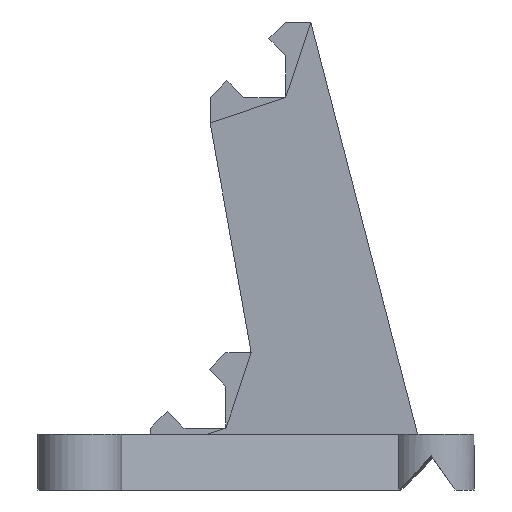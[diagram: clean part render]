
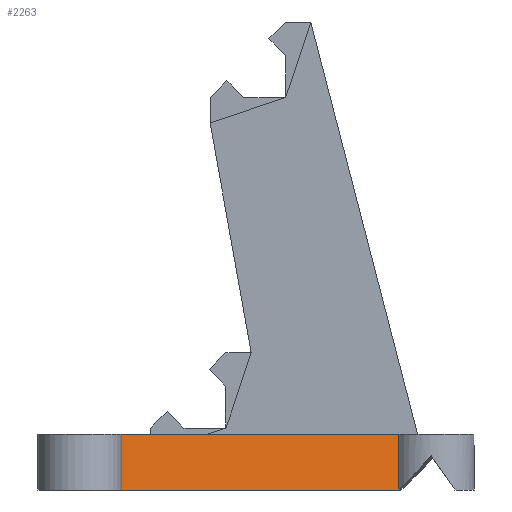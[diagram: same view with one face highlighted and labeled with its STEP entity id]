
A CAD part, front view. The second image highlights one B-rep face of the part: STEP entity #2263.
In plain terms, the highlighted planar face has unit normal (0.497, -0.868, 0).
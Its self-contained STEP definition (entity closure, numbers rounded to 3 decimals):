
#73 = PLANE('',#74);
#74 = AXIS2_PLACEMENT_3D('',#75,#76,#77);
#75 = CARTESIAN_POINT('',(36.67,0.,
    -70.601));
#76 = DIRECTION('',(0.,0.,-1.));
#77 = DIRECTION('',(1.,0.,0.));
#128 = PLANE('',#129);
#129 = AXIS2_PLACEMENT_3D('',#130,#131,#132);
#130 = CARTESIAN_POINT('',(36.67,0.,
    -80.601));
#131 = DIRECTION('',(0.,0.,-1.));
#132 = DIRECTION('',(1.,0.,0.));
#494 = CYLINDRICAL_SURFACE('',#495,7.5);
#495 = AXIS2_PLACEMENT_3D('',#496,#497,#498);
#496 = CARTESIAN_POINT('',(36.67,0.,-75.601));
#497 = DIRECTION('',(0.,-0.,1.));
#498 = DIRECTION('',(0.,1.,0.));
#806 = VERTEX_POINT('',#807);
#807 = CARTESIAN_POINT('',(30.719,-4.564,
    -80.601));
#833 = EDGE_CURVE('',#806,#834,#836,.T.);
#834 = VERTEX_POINT('',#835);
#835 = CARTESIAN_POINT('',(-19.339,-33.261,
    -80.601));
#836 = SURFACE_CURVE('',#837,(#841,#848),.PCURVE_S1.);
#837 = LINE('',#838,#839);
#838 = CARTESIAN_POINT('',(37.167,-0.868,
    -80.601));
#839 = VECTOR('',#840,1.);
#840 = DIRECTION('',(-0.868,-0.497,0.
    ));
#841 = PCURVE('',#128,#842);
#842 = DEFINITIONAL_REPRESENTATION('',(#843),#847);
#843 = LINE('',#844,#845);
#844 = CARTESIAN_POINT('',(0.497,0.868));
#845 = VECTOR('',#846,1.);
#846 = DIRECTION('',(-0.868,0.497));
#847 = ( GEOMETRIC_REPRESENTATION_CONTEXT(2) 
PARAMETRIC_REPRESENTATION_CONTEXT() REPRESENTATION_CONTEXT('2D SPACE',''
  ) );
#848 = PCURVE('',#849,#854);
#849 = PLANE('',#850);
#850 = AXIS2_PLACEMENT_3D('',#851,#852,#853);
#851 = CARTESIAN_POINT('',(5.69,-18.913,
    -75.601));
#852 = DIRECTION('',(0.497,-0.868,0.)
  );
#853 = DIRECTION('',(-0.868,-0.497,0.
    ));
#854 = DEFINITIONAL_REPRESENTATION('',(#855),#859);
#855 = LINE('',#856,#857);
#856 = CARTESIAN_POINT('',(-36.283,5.));
#857 = VECTOR('',#858,1.);
#858 = DIRECTION('',(1.,0.));
#859 = ( GEOMETRIC_REPRESENTATION_CONTEXT(2) 
PARAMETRIC_REPRESENTATION_CONTEXT() REPRESENTATION_CONTEXT('2D SPACE',''
  ) );
#876 = CYLINDRICAL_SURFACE('',#877,7.5);
#877 = AXIS2_PLACEMENT_3D('',#878,#879,#880);
#878 = CARTESIAN_POINT('',(-26.285,-36.09,
    -75.601));
#879 = DIRECTION('',(0.,0.,-1.));
#880 = DIRECTION('',(0.,1.,0.));
#1857 = VERTEX_POINT('',#1858);
#1858 = CARTESIAN_POINT('',(30.719,-4.564,
    -70.601));
#1880 = EDGE_CURVE('',#1881,#1857,#1883,.T.);
#1881 = VERTEX_POINT('',#1882);
#1882 = CARTESIAN_POINT('',(-19.339,-33.261,
    -70.601));
#1883 = SURFACE_CURVE('',#1884,(#1888,#1895),.PCURVE_S1.);
#1884 = LINE('',#1885,#1886);
#1885 = CARTESIAN_POINT('',(-25.787,-36.958,
    -70.601));
#1886 = VECTOR('',#1887,1.);
#1887 = DIRECTION('',(0.868,0.497,0.)
  );
#1888 = PCURVE('',#73,#1889);
#1889 = DEFINITIONAL_REPRESENTATION('',(#1890),#1894);
#1890 = LINE('',#1891,#1892);
#1891 = CARTESIAN_POINT('',(-62.457,36.958));
#1892 = VECTOR('',#1893,1.);
#1893 = DIRECTION('',(0.868,-0.497));
#1894 = ( GEOMETRIC_REPRESENTATION_CONTEXT(2) 
PARAMETRIC_REPRESENTATION_CONTEXT() REPRESENTATION_CONTEXT('2D SPACE',''
  ) );
#1895 = PCURVE('',#849,#1896);
#1896 = DEFINITIONAL_REPRESENTATION('',(#1897),#1901);
#1897 = LINE('',#1898,#1899);
#1898 = CARTESIAN_POINT('',(36.283,-5.));
#1899 = VECTOR('',#1900,1.);
#1900 = DIRECTION('',(-1.,0.));
#1901 = ( GEOMETRIC_REPRESENTATION_CONTEXT(2) 
PARAMETRIC_REPRESENTATION_CONTEXT() REPRESENTATION_CONTEXT('2D SPACE',''
  ) );
#2242 = EDGE_CURVE('',#834,#1881,#2243,.T.);
#2243 = SURFACE_CURVE('',#2244,(#2248,#2255),.PCURVE_S1.);
#2244 = LINE('',#2245,#2246);
#2245 = CARTESIAN_POINT('',(-19.339,-33.261,
    -80.601));
#2246 = VECTOR('',#2247,1.);
#2247 = DIRECTION('',(0.,0.,1.));
#2248 = PCURVE('',#876,#2249);
#2249 = DEFINITIONAL_REPRESENTATION('',(#2250),#2254);
#2250 = LINE('',#2251,#2252);
#2251 = CARTESIAN_POINT('',(1.184,5.));
#2252 = VECTOR('',#2253,1.);
#2253 = DIRECTION('',(0.,-1.));
#2254 = ( GEOMETRIC_REPRESENTATION_CONTEXT(2) 
PARAMETRIC_REPRESENTATION_CONTEXT() REPRESENTATION_CONTEXT('2D SPACE',''
  ) );
#2255 = PCURVE('',#849,#2256);
#2256 = DEFINITIONAL_REPRESENTATION('',(#2257),#2261);
#2257 = LINE('',#2258,#2259);
#2258 = CARTESIAN_POINT('',(28.85,5.));
#2259 = VECTOR('',#2260,1.);
#2260 = DIRECTION('',(0.,-1.));
#2261 = ( GEOMETRIC_REPRESENTATION_CONTEXT(2) 
PARAMETRIC_REPRESENTATION_CONTEXT() REPRESENTATION_CONTEXT('2D SPACE',''
  ) );
#2263 = ADVANCED_FACE('',(#2264),#849,.T.);
#2264 = FACE_BOUND('',#2265,.F.);
#2265 = EDGE_LOOP('',(#2266,#2267,#2268,#2289));
#2266 = ORIENTED_EDGE('',*,*,#2242,.T.);
#2267 = ORIENTED_EDGE('',*,*,#1880,.T.);
#2268 = ORIENTED_EDGE('',*,*,#2269,.F.);
#2269 = EDGE_CURVE('',#806,#1857,#2270,.T.);
#2270 = SURFACE_CURVE('',#2271,(#2275,#2282),.PCURVE_S1.);
#2271 = LINE('',#2272,#2273);
#2272 = CARTESIAN_POINT('',(30.719,-4.564,
    -75.601));
#2273 = VECTOR('',#2274,1.);
#2274 = DIRECTION('',(0.,-0.,1.));
#2275 = PCURVE('',#849,#2276);
#2276 = DEFINITIONAL_REPRESENTATION('',(#2277),#2281);
#2277 = LINE('',#2278,#2279);
#2278 = CARTESIAN_POINT('',(-28.85,0.));
#2279 = VECTOR('',#2280,1.);
#2280 = DIRECTION('',(0.,-1.));
#2281 = ( GEOMETRIC_REPRESENTATION_CONTEXT(2) 
PARAMETRIC_REPRESENTATION_CONTEXT() REPRESENTATION_CONTEXT('2D SPACE',''
  ) );
#2282 = PCURVE('',#494,#2283);
#2283 = DEFINITIONAL_REPRESENTATION('',(#2284),#2288);
#2284 = LINE('',#2285,#2286);
#2285 = CARTESIAN_POINT('',(-10.341,0.));
#2286 = VECTOR('',#2287,1.);
#2287 = DIRECTION('',(-0.,1.));
#2288 = ( GEOMETRIC_REPRESENTATION_CONTEXT(2) 
PARAMETRIC_REPRESENTATION_CONTEXT() REPRESENTATION_CONTEXT('2D SPACE',''
  ) );
#2289 = ORIENTED_EDGE('',*,*,#833,.T.);
